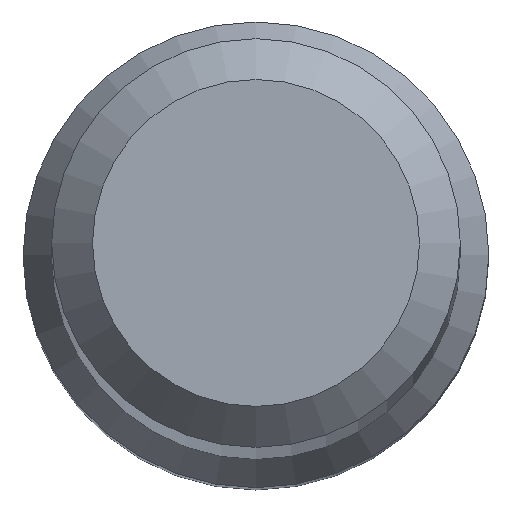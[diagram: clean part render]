
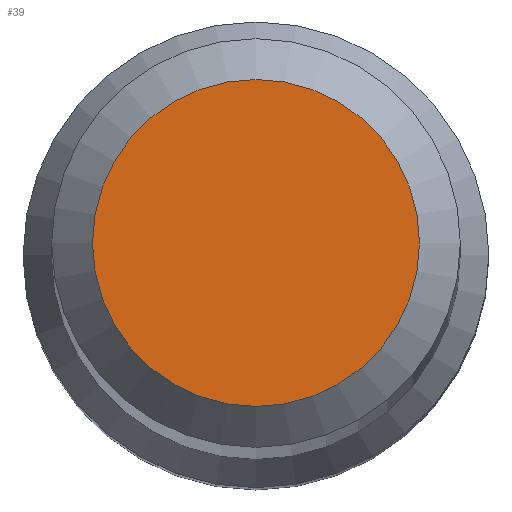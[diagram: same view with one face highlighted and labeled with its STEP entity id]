
A CAD part, top view. The second image highlights one B-rep face of the part: STEP entity #39.
In plain terms, the highlighted planar face has unit normal (0, 0, 1).
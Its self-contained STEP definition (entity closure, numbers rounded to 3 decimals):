
#20 = EDGE_CURVE ( 'NONE', #120, #120, #96, .T. ) ;
#24 = CARTESIAN_POINT ( 'NONE',  ( 0., 1.6, 80. ) ) ;
#26 = DIRECTION ( 'NONE',  ( 0., -1., 0. ) ) ;
#37 = EDGE_LOOP ( 'NONE', ( #222 ) ) ;
#39 = ADVANCED_FACE ( 'NONE', ( #145 ), #119, .T. ) ;
#42 = CARTESIAN_POINT ( 'NONE',  ( 0., 0., 80. ) ) ;
#77 = AXIS2_PLACEMENT_3D ( 'NONE', #42, #95, #219 ) ;
#95 = DIRECTION ( 'NONE',  ( 0., 0., -1. ) ) ;
#96 = CIRCLE ( 'NONE', #77, 1.6 ) ;
#99 = CARTESIAN_POINT ( 'NONE',  ( 0., 0., 80. ) ) ;
#119 = PLANE ( 'NONE',  #192 ) ;
#120 = VERTEX_POINT ( 'NONE', #24 ) ;
#143 = DIRECTION ( 'NONE',  ( 0., 0., 1. ) ) ;
#145 = FACE_OUTER_BOUND ( 'NONE', #37, .T. ) ;
#192 = AXIS2_PLACEMENT_3D ( 'NONE', #99, #143, #26 ) ;
#219 = DIRECTION ( 'NONE',  ( 0., 1., 0. ) ) ;
#222 = ORIENTED_EDGE ( 'NONE', *, *, #20, .F. ) ;
